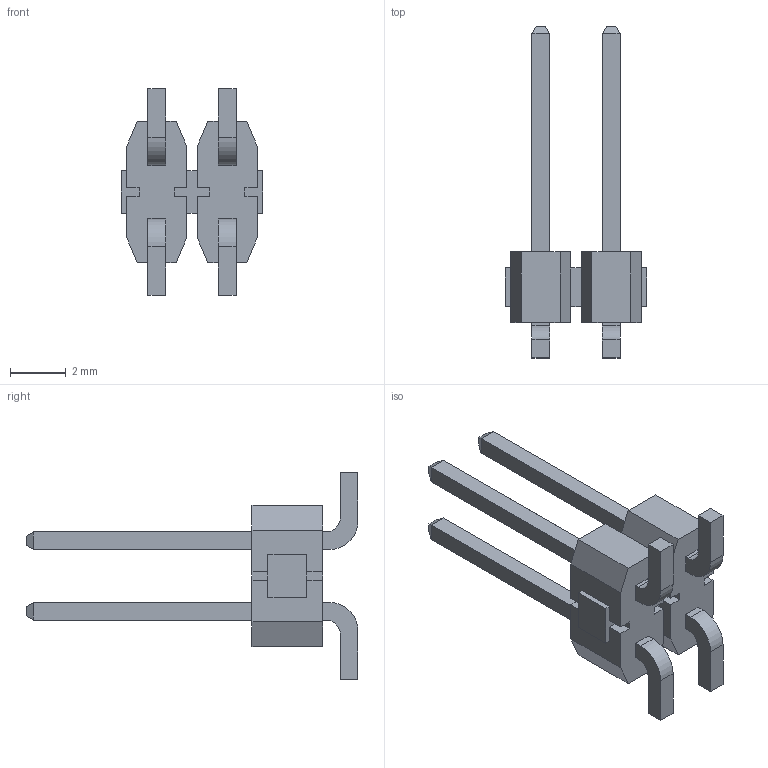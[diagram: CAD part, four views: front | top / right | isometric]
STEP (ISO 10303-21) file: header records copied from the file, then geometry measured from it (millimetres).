
FILE_DESCRIPTION (( 'STEP AP214' ), '1' );
FILE_NAME ('TSM-102-02-L-DV.STEP', '2021-02-02T09:39:33', ( '' ), ( '' ), 'SwSTEP 2.0', 'SolidWorks 2018', '' );
FILE_SCHEMA (( 'AUTOMOTIVE_DESIGN' ));
Length unit declared in the file: millimetre
Products named in the file (3): TSM_102_02_L_DV_3; TSM_102_02_L_DV_5; TSM-102-02-L-DV
Assembly tree (2 placements, depth 2):
  TSM-102-02-L-DV
    TSM_102_02_L_DV_3
    TSM_102_02_L_DV_5
Bounding box: 5.08 x 11.94 x 7.44 mm (x, y, z)
Volume: 71.8 mm3; surface area: 285.9 mm2
Topology: 2 solids, 2 shells, 156 faces, 440 edges, 288 vertices
Faces by surface type: plane 148, cylinder 8
Entity records: 5058 total; most frequent: CARTESIAN_POINT 889, ORIENTED_EDGE 880, DIRECTION 778, EDGE_CURVE 440, VECTOR 424, LINE 424, VERTEX_POINT 288, AXIS2_PLACEMENT_3D 177
